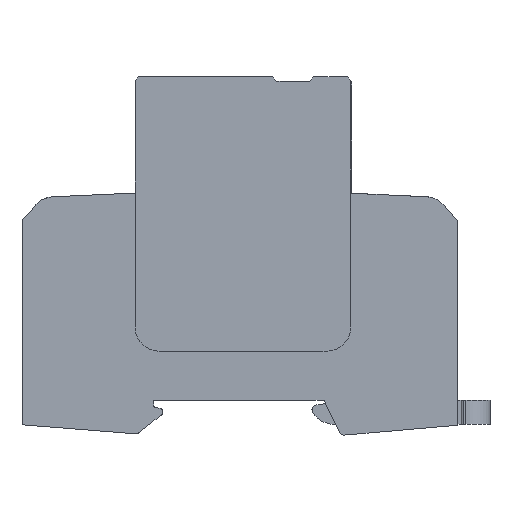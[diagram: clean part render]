
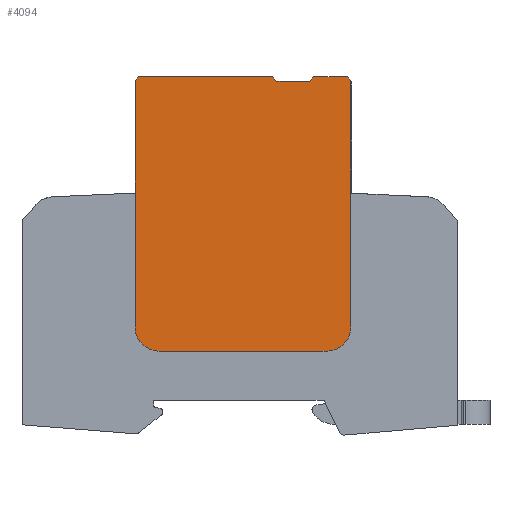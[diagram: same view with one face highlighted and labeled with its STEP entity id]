
A CAD part, left-side view. The second image highlights one B-rep face of the part: STEP entity #4094.
In plain terms, the highlighted planar face has unit normal (-1, 0, 0).
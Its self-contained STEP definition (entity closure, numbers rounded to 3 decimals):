
#2369=AXIS2_PLACEMENT_3D('Circle Axis2P3D',#2367,#2368,$) ;
#2383=AXIS2_PLACEMENT_3D('Circle Axis2P3D',#2381,#2382,$) ;
#2425=AXIS2_PLACEMENT_3D('Circle Axis2P3D',#2423,#2424,$) ;
#2432=AXIS2_PLACEMENT_3D('Circle Axis2P3D',#2430,#2431,$) ;
#4034=AXIS2_PLACEMENT_3D('Plane Axis2P3D',#4031,#4032,#4033) ;
#520=CARTESIAN_POINT('Vertex',(0.25,73.545,50.152)) ;
#965=CARTESIAN_POINT('Vertex',(0.25,28.834,50.127)) ;
#1920=CARTESIAN_POINT('Line Origine',(0.25,73.545,61.844)) ;
#1924=CARTESIAN_POINT('Vertex',(0.25,73.545,73.536)) ;
#2049=CARTESIAN_POINT('Vertex',(0.25,73.545,22.416)) ;
#2052=CARTESIAN_POINT('Line Origine',(0.25,73.545,36.284)) ;
#2342=CARTESIAN_POINT('Line Origine',(0.25,28.834,36.272)) ;
#2346=CARTESIAN_POINT('Vertex',(0.25,28.834,22.416)) ;
#2367=CARTESIAN_POINT('Axis2P3D Location',(0.25,33.834,22.416)) ;
#2371=CARTESIAN_POINT('Vertex',(0.25,33.834,17.416)) ;
#2373=CARTESIAN_POINT('Vertex',(0.25,29.834,19.416)) ;
#2381=CARTESIAN_POINT('Axis2P3D Location',(0.25,33.834,22.416)) ;
#2396=CARTESIAN_POINT('Line Origine',(0.25,51.19,17.416)) ;
#2400=CARTESIAN_POINT('Vertex',(0.25,68.545,17.416)) ;
#2423=CARTESIAN_POINT('Axis2P3D Location',(0.25,68.545,22.416)) ;
#2427=CARTESIAN_POINT('Vertex',(0.25,72.545,19.416)) ;
#2430=CARTESIAN_POINT('Axis2P3D Location',(0.25,68.545,22.416)) ;
#2505=CARTESIAN_POINT('Vertex',(0.25,28.834,73.536)) ;
#2508=CARTESIAN_POINT('Line Origine',(0.25,28.834,61.832)) ;
#4011=CARTESIAN_POINT('Line Origine',(0.25,73.195,73.886)) ;
#4015=CARTESIAN_POINT('Vertex',(0.25,72.845,74.236)) ;
#4031=CARTESIAN_POINT('Axis2P3D Location',(0.25,51.545,7.416)) ;
#4036=CARTESIAN_POINT('Line Origine',(0.25,29.184,73.886)) ;
#4040=CARTESIAN_POINT('Vertex',(0.25,29.534,74.236)) ;
#4043=CARTESIAN_POINT('Line Origine',(0.25,33.034,74.236)) ;
#4047=CARTESIAN_POINT('Vertex',(0.25,36.533,74.236)) ;
#4050=CARTESIAN_POINT('Line Origine',(0.25,36.984,73.786)) ;
#4054=CARTESIAN_POINT('Vertex',(0.25,37.434,73.335)) ;
#4057=CARTESIAN_POINT('Line Origine',(0.25,40.784,73.335)) ;
#4061=CARTESIAN_POINT('Vertex',(0.25,44.134,73.335)) ;
#4064=CARTESIAN_POINT('Line Origine',(0.25,44.585,73.786)) ;
#4068=CARTESIAN_POINT('Vertex',(0.25,45.036,74.236)) ;
#4071=CARTESIAN_POINT('Line Origine',(0.25,58.94,74.236)) ;
#1921=DIRECTION('Vector Direction',(0.,0.,-1.)) ;
#2053=DIRECTION('Vector Direction',(0.,0.,1.)) ;
#2343=DIRECTION('Vector Direction',(0.,0.,-1.)) ;
#2368=DIRECTION('Axis2P3D Direction',(-1.,0.,0.)) ;
#2382=DIRECTION('Axis2P3D Direction',(-1.,0.,0.)) ;
#2397=DIRECTION('Vector Direction',(0.,1.,0.)) ;
#2424=DIRECTION('Axis2P3D Direction',(-1.,0.,0.)) ;
#2431=DIRECTION('Axis2P3D Direction',(-1.,0.,0.)) ;
#2509=DIRECTION('Vector Direction',(0.,0.,1.)) ;
#4012=DIRECTION('Vector Direction',(0.,0.707,-0.707)) ;
#4032=DIRECTION('Axis2P3D Direction',(-1.,0.,0.)) ;
#4033=DIRECTION('Axis2P3D XDirection',(0.,-1.,0.)) ;
#4037=DIRECTION('Vector Direction',(0.,0.707,0.707)) ;
#4044=DIRECTION('Vector Direction',(0.,-1.,0.)) ;
#4051=DIRECTION('Vector Direction',(0.,0.707,-0.707)) ;
#4058=DIRECTION('Vector Direction',(0.,1.,0.)) ;
#4065=DIRECTION('Vector Direction',(0.,0.707,0.707)) ;
#4072=DIRECTION('Vector Direction',(0.,-1.,0.)) ;
#1922=VECTOR('Line Direction',#1921,1.) ;
#2054=VECTOR('Line Direction',#2053,1.) ;
#2344=VECTOR('Line Direction',#2343,1.) ;
#2398=VECTOR('Line Direction',#2397,1.) ;
#2510=VECTOR('Line Direction',#2509,1.) ;
#4013=VECTOR('Line Direction',#4012,1.) ;
#4038=VECTOR('Line Direction',#4037,1.) ;
#4045=VECTOR('Line Direction',#4044,1.) ;
#4052=VECTOR('Line Direction',#4051,1.) ;
#4059=VECTOR('Line Direction',#4058,1.) ;
#4066=VECTOR('Line Direction',#4065,1.) ;
#4073=VECTOR('Line Direction',#4072,1.) ;
#4077=ORIENTED_EDGE('',*,*,#2429,.T.) ;
#4078=ORIENTED_EDGE('',*,*,#2402,.T.) ;
#4079=ORIENTED_EDGE('',*,*,#2375,.T.) ;
#4080=ORIENTED_EDGE('',*,*,#2385,.T.) ;
#4081=ORIENTED_EDGE('',*,*,#2348,.T.) ;
#4082=ORIENTED_EDGE('',*,*,#2512,.T.) ;
#4083=ORIENTED_EDGE('',*,*,#4042,.T.) ;
#4084=ORIENTED_EDGE('',*,*,#4049,.T.) ;
#4085=ORIENTED_EDGE('',*,*,#4056,.T.) ;
#4086=ORIENTED_EDGE('',*,*,#4063,.T.) ;
#4087=ORIENTED_EDGE('',*,*,#4070,.T.) ;
#4088=ORIENTED_EDGE('',*,*,#4075,.T.) ;
#4089=ORIENTED_EDGE('',*,*,#4017,.T.) ;
#4090=ORIENTED_EDGE('',*,*,#1926,.T.) ;
#4091=ORIENTED_EDGE('',*,*,#2056,.T.) ;
#4092=ORIENTED_EDGE('',*,*,#2434,.T.) ;
#4094=ADVANCED_FACE('VPU',(#4093),#4035,.T.) ;
#2370=CIRCLE('generated circle',#2369,5.) ;
#2384=CIRCLE('generated circle',#2383,5.) ;
#2426=CIRCLE('generated circle',#2425,5.) ;
#2433=CIRCLE('generated circle',#2432,5.) ;
#1926=EDGE_CURVE('',#1925,#521,#1923,.T.) ;
#2056=EDGE_CURVE('',#521,#2050,#2055,.F.) ;
#2348=EDGE_CURVE('',#2347,#966,#2345,.F.) ;
#2375=EDGE_CURVE('',#2372,#2374,#2370,.T.) ;
#2385=EDGE_CURVE('',#2374,#2347,#2384,.T.) ;
#2402=EDGE_CURVE('',#2401,#2372,#2399,.F.) ;
#2429=EDGE_CURVE('',#2428,#2401,#2426,.T.) ;
#2434=EDGE_CURVE('',#2050,#2428,#2433,.T.) ;
#2512=EDGE_CURVE('',#966,#2506,#2511,.T.) ;
#4017=EDGE_CURVE('',#4016,#1925,#4014,.T.) ;
#4042=EDGE_CURVE('',#2506,#4041,#4039,.T.) ;
#4049=EDGE_CURVE('',#4041,#4048,#4046,.F.) ;
#4056=EDGE_CURVE('',#4048,#4055,#4053,.T.) ;
#4063=EDGE_CURVE('',#4055,#4062,#4060,.T.) ;
#4070=EDGE_CURVE('',#4062,#4069,#4067,.T.) ;
#4075=EDGE_CURVE('',#4069,#4016,#4074,.F.) ;
#4076=EDGE_LOOP('',(#4077,#4078,#4079,#4080,#4081,#4082,#4083,#4084,#4085,#4086,#4087,#4088,#4089,#4090,#4091,#4092)) ;
#4093=FACE_OUTER_BOUND('',#4076,.T.) ;
#1923=LINE('Line',#1920,#1922) ;
#2055=LINE('Line',#2052,#2054) ;
#2345=LINE('Line',#2342,#2344) ;
#2399=LINE('Line',#2396,#2398) ;
#2511=LINE('Line',#2508,#2510) ;
#4014=LINE('Line',#4011,#4013) ;
#4039=LINE('Line',#4036,#4038) ;
#4046=LINE('Line',#4043,#4045) ;
#4053=LINE('Line',#4050,#4052) ;
#4060=LINE('Line',#4057,#4059) ;
#4067=LINE('Line',#4064,#4066) ;
#4074=LINE('Line',#4071,#4073) ;
#4035=PLANE('',#4034) ;
#521=VERTEX_POINT('',#520) ;
#966=VERTEX_POINT('',#965) ;
#1925=VERTEX_POINT('',#1924) ;
#2050=VERTEX_POINT('',#2049) ;
#2347=VERTEX_POINT('',#2346) ;
#2372=VERTEX_POINT('',#2371) ;
#2374=VERTEX_POINT('',#2373) ;
#2401=VERTEX_POINT('',#2400) ;
#2428=VERTEX_POINT('',#2427) ;
#2506=VERTEX_POINT('',#2505) ;
#4016=VERTEX_POINT('',#4015) ;
#4041=VERTEX_POINT('',#4040) ;
#4048=VERTEX_POINT('',#4047) ;
#4055=VERTEX_POINT('',#4054) ;
#4062=VERTEX_POINT('',#4061) ;
#4069=VERTEX_POINT('',#4068) ;
